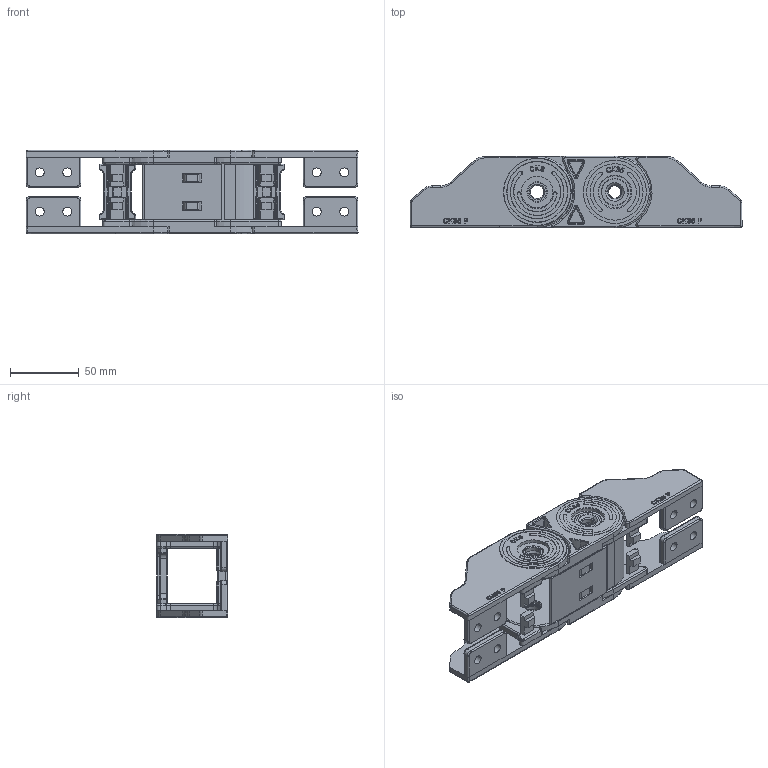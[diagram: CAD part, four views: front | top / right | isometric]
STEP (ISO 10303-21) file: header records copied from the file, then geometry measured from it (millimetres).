
FILE_DESCRIPTION (( 'STEP AP214' ), '1' );
FILE_NAME ('CK35-Y40-ESKÝ AYAK.STEP', '2019-09-16T12:33:46', ( '' ), ( '' ), 'SwSTEP 2.0', 'SolidWorks 2017', '' );
FILE_SCHEMA (( 'AUTOMOTIVE_DESIGN' ));
Length unit declared in the file: millimetre
Products named in the file (1): CK35-Y40-ESKÝ AYAK
Bounding box: 241.54 x 52.02 x 61.11 mm (x, y, z)
Volume: 185485.9 mm3; surface area: 114455.3 mm2
Topology: 10 solids, 10 shells, 2389 faces, 6094 edges, 3808 vertices
Faces by surface type: plane 951, cylinder 738, bspline 394, torus 228, sphere 44, cone 34
Entity records: 106061 total; most frequent: CARTESIAN_POINT 51066, ORIENTED_EDGE 12092, DIRECTION 10366, EDGE_CURVE 6046, VERTEX_POINT 3808, AXIS2_PLACEMENT_3D 3518, VECTOR 3330, LINE 3330
